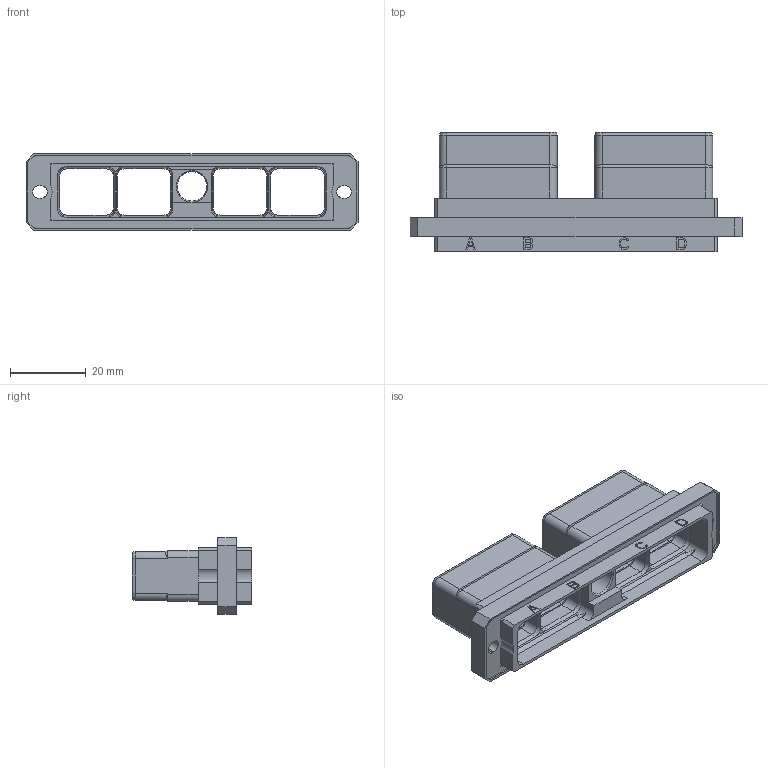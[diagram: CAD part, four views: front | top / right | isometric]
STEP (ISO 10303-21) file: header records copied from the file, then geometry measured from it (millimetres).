
FILE_DESCRIPTION((''),'2;1');
FILE_NAME('SIM3N85N','2020-08-18T',('presta_be4'),(''),'CREO PARAMETRIC BY PTC INC, 2018360','CREO PARAMETRIC BY PTC INC, 2018360','');
FILE_SCHEMA(('CONFIG_CONTROL_DESIGN'));
Length unit declared in the file: millimetre
Products named in the file (1): SIM3N85N
Bounding box: 87.88 x 31.54 x 20.28 mm (x, y, z)
Volume: 8918.2 mm3; surface area: 14572.9 mm2
Topology: 1 solids, 1 shells, 682 faces, 1872 edges, 1211 vertices
Faces by surface type: plane 547, cylinder 93, cone 42
Entity records: 21417 total; most frequent: CARTESIAN_POINT 3964, ORIENTED_EDGE 3744, DIRECTION 3401, EDGE_CURVE 1872, VECTOR 1625, LINE 1625, VERTEX_POINT 1211, AXIS2_PLACEMENT_3D 888
